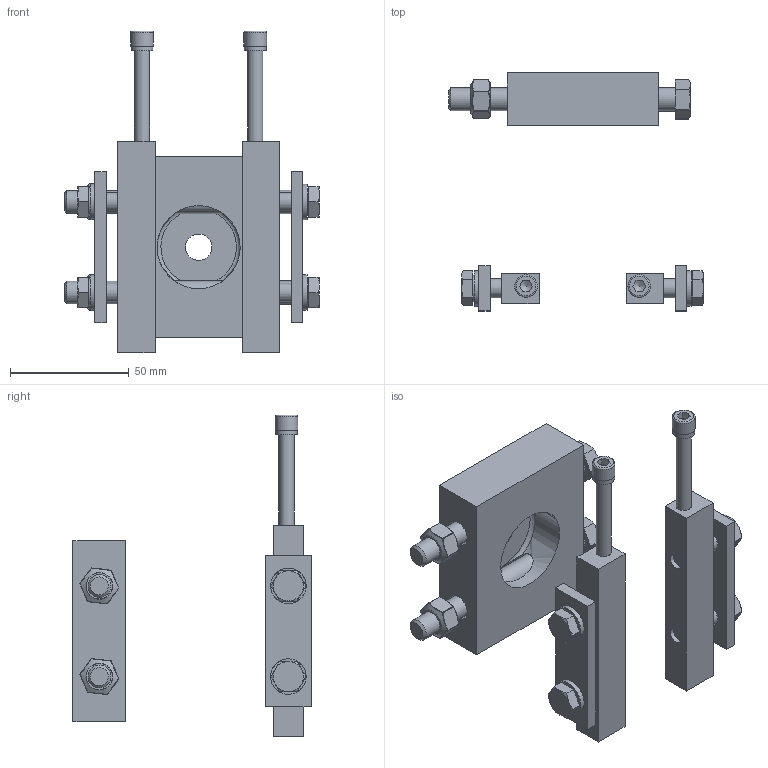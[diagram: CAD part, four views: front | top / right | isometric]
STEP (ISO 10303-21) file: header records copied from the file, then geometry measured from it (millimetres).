
FILE_DESCRIPTION((''),'2;1');
FILE_NAME('25559.stp','2009-10-22T08:28:50',('jholman'),(''),'Autodesk Inventor 2009','Autodesk Inventor 2009','');
FILE_SCHEMA(('AUTOMOTIVE_DESIGN { 1 0 10303 214 1 1 1 1 }'));
Length unit declared in the file: inch
Products named in the file (11): 3D11UBF4C; 3D11NYD4C; Hex Nut - UNC (Regular Thread - Inch) 3/8 - 16; Hex Bolt - UNC (Regular Thread - Inch) 3/8-16 UNC - 3.75; 3D11SBF4B; 3D11QBF4A; 3D11RBF4A; Helical Spring Lock Washers 0.3125; Hex Cap Screw - Inch 5/16-18 UNC - 1; Hexagon Socket Head Cap Screw - Inch 1/4 - 20 UNC - 2 1/4; Hi-Collar Helical Spring Lock Washer (Inch) 1/4 Hi-Collar. Lock Washers (Inch Series) High-Collar Helical Spring Lock Washers
Assembly tree (17 placements, depth 3):
  3D11UBF4C
    3D11NYD4C
    Hex Nut - UNC (Regular Thread - Inch) 3/8 - 16  x2
    Hex Bolt - UNC (Regular Thread - Inch) 3/8-16 UNC - 3.75  x2
    3D11SBF4B  x2
      3D11QBF4A
      3D11RBF4A
      Helical Spring Lock Washers 0.3125
      Hex Cap Screw - Inch 5/16-18 UNC - 1
    Hexagon Socket Head Cap Screw - Inch 1/4 - 20 UNC - 2 1/4  x2
    Hi-Collar Helical Spring Lock Washer (Inch) 1/4 Hi-Collar. Lock Washers (Inch Series) High-Collar Helical Spring Lock Washers  x2
Bounding box: 107.13 x 100.08 x 135.33 mm (x, y, z)
Volume: 153319.3 mm3; surface area: 58863.3 mm2
Topology: 21 solids, 21 shells, 408 faces, 886 edges, 505 vertices
Faces by surface type: plane 158, bspline 70, cone 66, cylinder 50, sphere 48, torus 16
Full cylindrical faces by diameter (mm): 6.35 x2, 7.938 x4, 9.525 x4, 9.855 x2, 11.43 x4, 14.288 x2
Entity records: 6211 total; most frequent: CARTESIAN_POINT 2202, DIRECTION 788, ORIENTED_EDGE 698, EDGE_CURVE 349, AXIS2_PLACEMENT_3D 337, EDGE_LOOP 242, VERTEX_POINT 217, FACE_OUTER_BOUND 184
